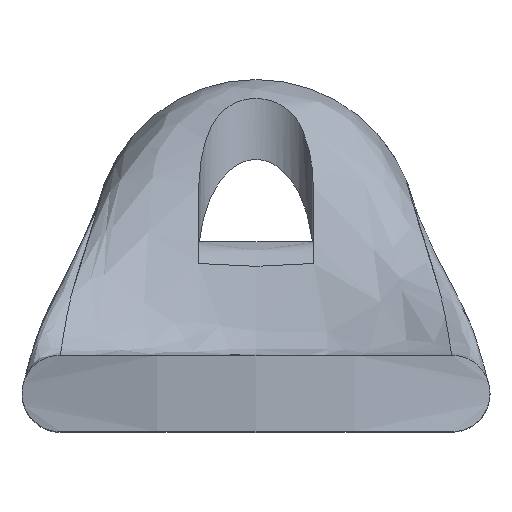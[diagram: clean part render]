
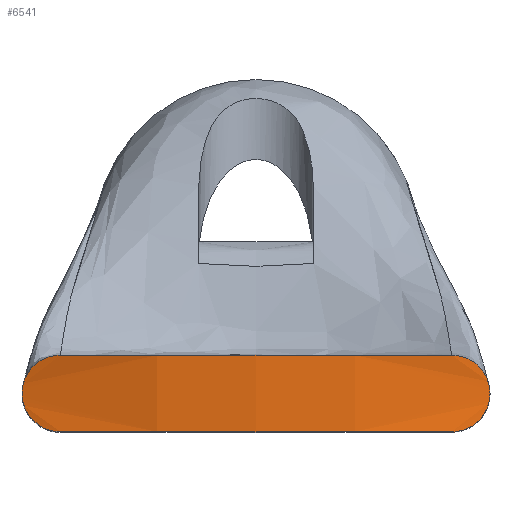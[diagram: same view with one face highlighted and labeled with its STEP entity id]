
A CAD part, top view. The second image highlights one B-rep face of the part: STEP entity #6541.
In plain terms, the highlighted cylindrical face has radius 40 mm (diameter 80 mm), a partial arc.
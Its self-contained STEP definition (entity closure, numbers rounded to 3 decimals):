
#4139=CARTESIAN_POINT('',(-10.25,-6.0,35.923));
#4140=VERTEX_POINT('',#4139);
#4149=CARTESIAN_POINT('',(10.25,-6.0,35.923));
#4150=VERTEX_POINT('',#4149);
#4151=CARTESIAN_POINT('',(0.,-6.0,-2.742));
#4152=DIRECTION('',(0.0,-1.0,0.0));
#4153=DIRECTION('',(-0.306,0.0,0.952));
#4154=AXIS2_PLACEMENT_3D('',#4151,#4152,#4153);
#4155=CIRCLE('',#4154,40.0);
#4156=EDGE_CURVE('',#4150,#4140,#4155,.T.);
#6466=CARTESIAN_POINT('',(0.,-10.0,-2.742));
#6467=DIRECTION('',(0.0,1.0,0.0));
#6468=DIRECTION('',(-0.306,0.0,0.952));
#6469=AXIS2_PLACEMENT_3D('',#6466,#6467,#6468);
#6470=CYLINDRICAL_SURFACE('',#6469,40.0);
#6471=CARTESIAN_POINT('',(-10.25,-10.0,35.923));
#6472=VERTEX_POINT('',#6471);
#6473=CARTESIAN_POINT('',(-12.25,-8.0,35.336));
#6474=VERTEX_POINT('',#6473);
#6475=CARTESIAN_POINT('',(-10.25,-10.0,35.923));
#6476=CARTESIAN_POINT('',(-10.503,-10.0,35.856));
#6477=CARTESIAN_POINT('',(-10.773,-9.949,35.781));
#6478=CARTESIAN_POINT('',(-11.269,-9.742,35.639));
#6479=CARTESIAN_POINT('',(-11.496,-9.585,35.571));
#6480=CARTESIAN_POINT('',(-11.848,-9.228,35.464));
#6481=CARTESIAN_POINT('',(-11.999,-9.006,35.416));
#6482=CARTESIAN_POINT('',(-12.2,-8.518,35.353));
#6483=CARTESIAN_POINT('',(-12.25,-8.251,35.336));
#6484=CARTESIAN_POINT('',(-12.25,-8.0,35.336));
#6485=B_SPLINE_CURVE_WITH_KNOTS('',3,(#6475,#6476,#6477,#6478,#6479,#6480,#6481,#6482,#6483,#6484),.UNSPECIFIED.,.F.,.U.,(4,2,2,2,4),(0.306,0.384,0.463,0.538,0.613),.UNSPECIFIED.);
#6486=EDGE_CURVE('',#6472,#6474,#6485,.T.);
#6487=ORIENTED_EDGE('',*,*,#6486,.F.);
#6488=CARTESIAN_POINT('',(10.25,-10.0,35.923));
#6489=VERTEX_POINT('',#6488);
#6490=CARTESIAN_POINT('',(0.,-10.0,-2.742));
#6491=DIRECTION('',(0.0,1.0,0.0));
#6492=DIRECTION('',(-0.306,0.0,0.952));
#6493=AXIS2_PLACEMENT_3D('',#6490,#6491,#6492);
#6494=CIRCLE('',#6493,40.0);
#6495=EDGE_CURVE('',#6472,#6489,#6494,.T.);
#6496=ORIENTED_EDGE('',*,*,#6495,.T.);
#6497=CARTESIAN_POINT('',(12.25,-8.0,35.336));
#6498=VERTEX_POINT('',#6497);
#6499=CARTESIAN_POINT('',(12.25,-8.0,35.336));
#6500=CARTESIAN_POINT('',(12.25,-8.251,35.336));
#6501=CARTESIAN_POINT('',(12.2,-8.518,35.353));
#6502=CARTESIAN_POINT('',(11.999,-9.006,35.416));
#6503=CARTESIAN_POINT('',(11.848,-9.228,35.464));
#6504=CARTESIAN_POINT('',(11.496,-9.585,35.571));
#6505=CARTESIAN_POINT('',(11.269,-9.742,35.639));
#6506=CARTESIAN_POINT('',(10.773,-9.949,35.781));
#6507=CARTESIAN_POINT('',(10.503,-10.0,35.856));
#6508=CARTESIAN_POINT('',(10.25,-10.0,35.923));
#6509=B_SPLINE_CURVE_WITH_KNOTS('',3,(#6499,#6500,#6501,#6502,#6503,#6504,#6505,#6506,#6507,#6508),.UNSPECIFIED.,.F.,.U.,(4,2,2,2,4),(0.613,0.689,0.764,0.842,0.921),.UNSPECIFIED.);
#6510=EDGE_CURVE('',#6498,#6489,#6509,.T.);
#6511=ORIENTED_EDGE('',*,*,#6510,.F.);
#6512=CARTESIAN_POINT('',(10.25,-6.,35.923));
#6513=CARTESIAN_POINT('',(10.503,-6.,35.856));
#6514=CARTESIAN_POINT('',(10.773,-6.051,35.781));
#6515=CARTESIAN_POINT('',(11.269,-6.258,35.639));
#6516=CARTESIAN_POINT('',(11.496,-6.415,35.571));
#6517=CARTESIAN_POINT('',(11.848,-6.772,35.464));
#6518=CARTESIAN_POINT('',(11.999,-6.994,35.416));
#6519=CARTESIAN_POINT('',(12.2,-7.482,35.353));
#6520=CARTESIAN_POINT('',(12.25,-7.749,35.336));
#6521=CARTESIAN_POINT('',(12.25,-8.0,35.336));
#6522=B_SPLINE_CURVE_WITH_KNOTS('',3,(#6512,#6513,#6514,#6515,#6516,#6517,#6518,#6519,#6520,#6521),.UNSPECIFIED.,.F.,.U.,(4,2,2,2,4),(0.919,0.998,1.076,1.151,1.227),.UNSPECIFIED.);
#6523=EDGE_CURVE('',#4150,#6498,#6522,.T.);
#6524=ORIENTED_EDGE('',*,*,#6523,.F.);
#6525=ORIENTED_EDGE('',*,*,#4156,.T.);
#6526=CARTESIAN_POINT('',(-12.25,-8.0,35.336));
#6527=CARTESIAN_POINT('',(-12.25,-7.749,35.336));
#6528=CARTESIAN_POINT('',(-12.2,-7.482,35.353));
#6529=CARTESIAN_POINT('',(-11.999,-6.994,35.416));
#6530=CARTESIAN_POINT('',(-11.848,-6.772,35.464));
#6531=CARTESIAN_POINT('',(-11.496,-6.415,35.571));
#6532=CARTESIAN_POINT('',(-11.269,-6.258,35.639));
#6533=CARTESIAN_POINT('',(-10.773,-6.051,35.781));
#6534=CARTESIAN_POINT('',(-10.503,-6.,35.856));
#6535=CARTESIAN_POINT('',(-10.25,-6.,35.923));
#6536=B_SPLINE_CURVE_WITH_KNOTS('',3,(#6526,#6527,#6528,#6529,#6530,#6531,#6532,#6533,#6534,#6535),.UNSPECIFIED.,.F.,.U.,(4,2,2,2,4),(1.227,1.302,1.377,1.456,1.534),.UNSPECIFIED.);
#6537=EDGE_CURVE('',#6474,#4140,#6536,.T.);
#6538=ORIENTED_EDGE('',*,*,#6537,.F.);
#6539=EDGE_LOOP('',(#6487,#6496,#6511,#6524,#6525,#6538));
#6540=FACE_OUTER_BOUND('',#6539,.T.);
#6541=ADVANCED_FACE('',(#6540),#6470,.T.);
